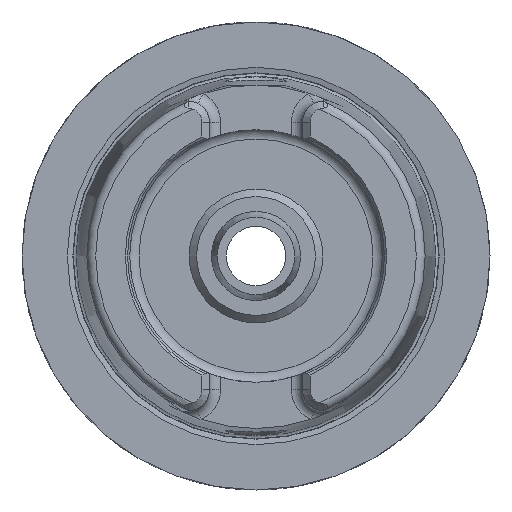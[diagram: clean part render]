
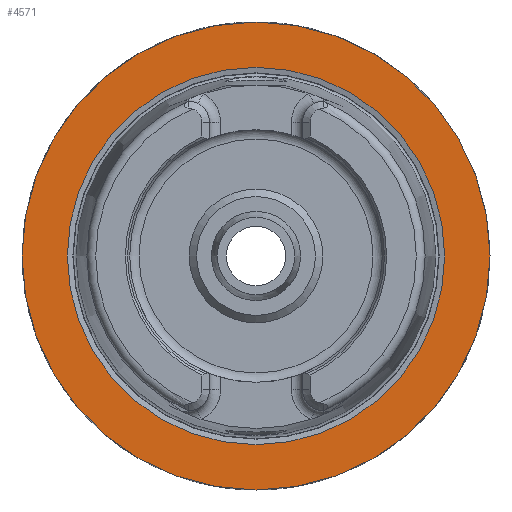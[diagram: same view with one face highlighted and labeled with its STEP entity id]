
A CAD part, left-side view. The second image highlights one B-rep face of the part: STEP entity #4571.
In plain terms, the highlighted planar face has unit normal (-1, 0, 0).
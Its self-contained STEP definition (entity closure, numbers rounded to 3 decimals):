
#1059=CARTESIAN_POINT('',(0.0,31.5,0.0));
#1060=VERTEX_POINT('',#1059);
#1061=CARTESIAN_POINT('',(0.0,0.0,0.0));
#1062=DIRECTION('',(1.0,0.0,0.0));
#1063=DIRECTION('',(0.0,1.0,0.0));
#1064=AXIS2_PLACEMENT_3D('',#1061,#1062,#1063);
#1065=CIRCLE('',#1064,31.5);
#1066=EDGE_CURVE('',#1060,#1060,#1065,.T.);
#4545=CARTESIAN_POINT('',(0.0,25.4,0.0));
#4546=VERTEX_POINT('',#4545);
#4547=CARTESIAN_POINT('',(0.0,0.0,0.0));
#4548=DIRECTION('',(1.0,0.0,0.0));
#4549=DIRECTION('',(0.0,1.0,0.0));
#4550=AXIS2_PLACEMENT_3D('',#4547,#4548,#4549);
#4551=CIRCLE('',#4550,25.4);
#4552=EDGE_CURVE('',#4546,#4546,#4551,.T.);
#4560=CARTESIAN_POINT('',(0.0,28.45,0.0));
#4561=DIRECTION('',(-1.0,0.0,0.0));
#4562=DIRECTION('',(0.0,0.0,1.0));
#4563=AXIS2_PLACEMENT_3D('',#4560,#4561,#4562);
#4564=PLANE('',#4563);
#4565=ORIENTED_EDGE('',*,*,#1066,.F.);
#4566=EDGE_LOOP('',(#4565));
#4567=FACE_OUTER_BOUND('',#4566,.T.);
#4568=ORIENTED_EDGE('',*,*,#4552,.T.);
#4569=EDGE_LOOP('',(#4568));
#4570=FACE_BOUND('',#4569,.T.);
#4571=ADVANCED_FACE('',(#4567,#4570),#4564,.T.);
